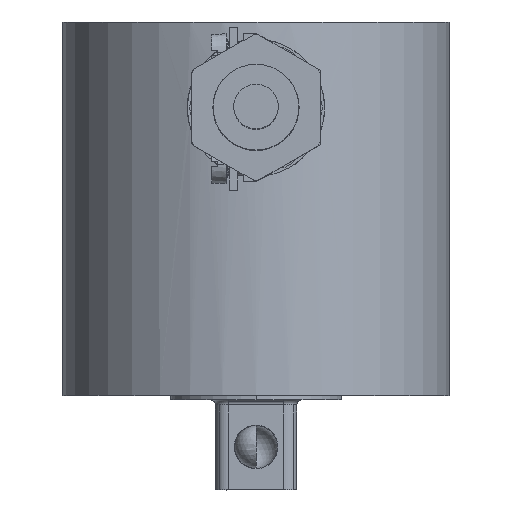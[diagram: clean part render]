
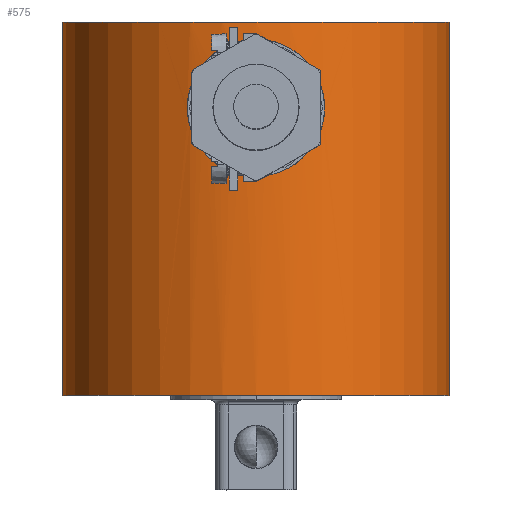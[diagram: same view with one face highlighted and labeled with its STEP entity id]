
A CAD part, top view. The second image highlights one B-rep face of the part: STEP entity #575.
In plain terms, the highlighted cylindrical face has radius 22.5 mm (diameter 45 mm), a partial arc.
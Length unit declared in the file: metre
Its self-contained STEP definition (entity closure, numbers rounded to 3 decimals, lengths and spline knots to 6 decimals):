
#575=ADVANCED_FACE('0:5509',(#1254,#1255),#1256,.T.);
#1254=FACE_OUTER_BOUND('',#2026,.T.);
#1255=FACE_BOUND('',#2027,.T.);
#1256=CYLINDRICAL_SURFACE('',#2028,0.0225);
#2026=EDGE_LOOP('',(#3758,#3759,#3760,#3761,#3762));
#2027=EDGE_LOOP('',(#3763,#3764,#3765));
#2028=AXIS2_PLACEMENT_3D('',#3766,#3767,#3768);
#3758=ORIENTED_EDGE('',*,*,#5287,.T.);
#3759=ORIENTED_EDGE('',*,*,#5301,.F.);
#3760=ORIENTED_EDGE('',*,*,#5288,.T.);
#3761=ORIENTED_EDGE('',*,*,#5261,.T.);
#3762=ORIENTED_EDGE('',*,*,#5260,.T.);
#3763=ORIENTED_EDGE('',*,*,#5219,.T.);
#3764=ORIENTED_EDGE('',*,*,#4753,.T.);
#3765=ORIENTED_EDGE('',*,*,#5220,.T.);
#3766=CARTESIAN_POINT('',(-0.047448,-0.004004,-0.013499));
#3767=DIRECTION('',(0.,1.,0.));
#3768=DIRECTION('',(-1.,0.,0.));
#4753=EDGE_CURVE('',#5775,#5779,#5781,.F.);
#5219=EDGE_CURVE('0:6004',#6507,#5775,#6508,.F.);
#5220=EDGE_CURVE('',#5779,#6507,#6509,.F.);
#5260=EDGE_CURVE('0:6106',#6557,#6558,#6559,.T.);
#5261=EDGE_CURVE('',#6560,#6557,#6561,.T.);
#5287=EDGE_CURVE('',#6558,#6591,#6592,.T.);
#5288=EDGE_CURVE('',#6593,#6560,#6594,.T.);
#5301=EDGE_CURVE('0:6724',#6593,#6591,#6610,.T.);
#5775=VERTEX_POINT('',#7243);
#5779=VERTEX_POINT('',#7248);
#5781=B_SPLINE_CURVE_WITH_KNOTS('',3,(#7251,#7252,#7253,#7254,#7255,#7256,#7257,#7258,#7259,#7260,#7261,#7262,#7263,#7264,#7265,#7266,#7267,#7268,#7269,#7270,#7271,#7272,#7273,#7274,#7275),.UNSPECIFIED.,.F.,.F.,(4,2,3,2,2,3,2,2,3,2,4),(-0.02434,-0.021297,-0.019774,-0.018253,-0.015212,-0.01217,-0.009129,-0.006087,-0.004567,-0.003043,0.),.UNSPECIFIED.);
#6507=VERTEX_POINT('',#8630);
#6508=B_SPLINE_CURVE_WITH_KNOTS('',3,(#8631,#8632,#8633,#8634,#8635,#8636,#8637,#8638,#8639,#8640,#8641,#8642,#8643,#8644,#8645,#8646,#8647,#8648,#8649,#8650),.UNSPECIFIED.,.F.,.F.,(4,2,3,2,2,3,2,2,4),(0.,0.003043,0.004567,0.006087,0.009129,0.01217,0.015212,0.018253,0.019774),.UNSPECIFIED.);
#6509=B_SPLINE_CURVE_WITH_KNOTS('',3,(#8651,#8652,#8653,#8654,#8655,#8656),.UNSPECIFIED.,.F.,.F.,(4,2,4),(-0.028907,-0.027384,-0.02434),.UNSPECIFIED.);
#6557=VERTEX_POINT('',#8724);
#6558=VERTEX_POINT('',#8725);
#6559=CIRCLE('',#8726,0.0225);
#6560=VERTEX_POINT('',#8727);
#6561=CIRCLE('',#8728,0.0225);
#6591=VERTEX_POINT('',#8811);
#6592=LINE('',#8812,#8813);
#6593=VERTEX_POINT('',#8814);
#6594=LINE('',#8815,#8816);
#6610=CIRCLE('',#8837,0.0225);
#7243=CARTESIAN_POINT('',(-0.055451,0.017245,0.007531));
#7248=CARTESIAN_POINT('',(-0.039451,0.017248,0.007531));
#7251=CARTESIAN_POINT('',(-0.039451,0.017248,0.007531));
#7252=CARTESIAN_POINT('',(-0.039451,0.018262,0.007531));
#7253=CARTESIAN_POINT('',(-0.039656,0.019337,0.007612));
#7254=CARTESIAN_POINT('',(-0.040271,0.020814,0.007826));
#7255=CARTESIAN_POINT('',(-0.040525,0.021285,0.007911));
#7256=CARTESIAN_POINT('',(-0.040819,0.02172,0.008001));
#7257=CARTESIAN_POINT('',(-0.041113,0.022153,0.008092));
#7258=CARTESIAN_POINT('',(-0.041443,0.022552,0.008187));
#7259=CARTESIAN_POINT('',(-0.0425,0.023609,0.008462));
#7260=CARTESIAN_POINT('',(-0.043394,0.024223,0.008655));
#7261=CARTESIAN_POINT('',(-0.045363,0.025042,0.008926));
#7262=CARTESIAN_POINT('',(-0.046439,0.025247,0.009001));
#7263=CARTESIAN_POINT('',(-0.047452,0.025246,0.009001));
#7264=CARTESIAN_POINT('',(-0.048466,0.025246,0.009001));
#7265=CARTESIAN_POINT('',(-0.049542,0.025042,0.008926));
#7266=CARTESIAN_POINT('',(-0.05151,0.024222,0.008655));
#7267=CARTESIAN_POINT('',(-0.052404,0.023608,0.008462));
#7268=CARTESIAN_POINT('',(-0.053461,0.02255,0.008187));
#7269=CARTESIAN_POINT('',(-0.053793,0.022152,0.008092));
#7270=CARTESIAN_POINT('',(-0.054085,0.021717,0.008001));
#7271=CARTESIAN_POINT('',(-0.054377,0.021281,0.007911));
#7272=CARTESIAN_POINT('',(-0.054633,0.020811,0.007826));
#7273=CARTESIAN_POINT('',(-0.055247,0.019335,0.007612));
#7274=CARTESIAN_POINT('',(-0.055451,0.01826,0.007531));
#7275=CARTESIAN_POINT('',(-0.055451,0.017245,0.007531));
#8630=CARTESIAN_POINT('',(-0.040817,0.012775,0.008001));
#8631=CARTESIAN_POINT('',(-0.055451,0.017245,0.007531));
#8632=CARTESIAN_POINT('',(-0.055451,0.016231,0.007531));
#8633=CARTESIAN_POINT('',(-0.055246,0.015155,0.007612));
#8634=CARTESIAN_POINT('',(-0.054632,0.013679,0.007826));
#8635=CARTESIAN_POINT('',(-0.054377,0.013208,0.007911));
#8636=CARTESIAN_POINT('',(-0.054084,0.012773,0.008001));
#8637=CARTESIAN_POINT('',(-0.053789,0.01234,0.008092));
#8638=CARTESIAN_POINT('',(-0.05346,0.011941,0.008187));
#8639=CARTESIAN_POINT('',(-0.052402,0.010884,0.008462));
#8640=CARTESIAN_POINT('',(-0.051508,0.010269,0.008655));
#8641=CARTESIAN_POINT('',(-0.049539,0.00945,0.008926));
#8642=CARTESIAN_POINT('',(-0.048464,0.009246,0.009001));
#8643=CARTESIAN_POINT('',(-0.04745,0.009246,0.009001));
#8644=CARTESIAN_POINT('',(-0.046436,0.009247,0.009001));
#8645=CARTESIAN_POINT('',(-0.04536,0.009451,0.008926));
#8646=CARTESIAN_POINT('',(-0.043392,0.010271,0.008655));
#8647=CARTESIAN_POINT('',(-0.042498,0.010885,0.008462));
#8648=CARTESIAN_POINT('',(-0.041441,0.011943,0.008187));
#8649=CARTESIAN_POINT('',(-0.04111,0.012341,0.008092));
#8650=CARTESIAN_POINT('',(-0.040817,0.012775,0.008001));
#8651=CARTESIAN_POINT('',(-0.040817,0.012775,0.008001));
#8652=CARTESIAN_POINT('',(-0.040526,0.013212,0.007911));
#8653=CARTESIAN_POINT('',(-0.04027,0.013681,0.007826));
#8654=CARTESIAN_POINT('',(-0.039655,0.015158,0.007612));
#8655=CARTESIAN_POINT('',(-0.039451,0.016233,0.007531));
#8656=CARTESIAN_POINT('',(-0.039451,0.017248,0.007531));
#8724=CARTESIAN_POINT('',(-0.047453,0.027246,0.009001));
#8725=CARTESIAN_POINT('',(-0.069953,0.027243,-0.013498));
#8726=AXIS2_PLACEMENT_3D('',#9992,#9993,#9994);
#8727=CARTESIAN_POINT('',(-0.024953,0.02725,-0.013499));
#8728=AXIS2_PLACEMENT_3D('',#9995,#9996,#9997);
#8811=CARTESIAN_POINT('',(-0.069946,-0.016257,-0.013498));
#8812=CARTESIAN_POINT('',(-0.069948,-0.004007,-0.013498));
#8813=VECTOR('',#10020,1.0);
#8814=CARTESIAN_POINT('',(-0.024946,-0.01625,-0.013499));
#8815=CARTESIAN_POINT('',(-0.024948,-0.004,-0.013499));
#8816=VECTOR('',#10021,1.0);
#8837=AXIS2_PLACEMENT_3D('',#10036,#10037,#10038);
#9992=CARTESIAN_POINT('',(-0.047453,0.027246,-0.013499));
#9993=DIRECTION('',(0.,-1.,0.));
#9994=DIRECTION('',(0.,0.,-1.0));
#9995=CARTESIAN_POINT('',(-0.047453,0.027246,-0.013499));
#9996=DIRECTION('',(0.,-1.,0.));
#9997=DIRECTION('',(0.,0.,-1.0));
#10020=DIRECTION('',(0.,-1.,0.));
#10021=DIRECTION('',(0.,1.,0.));
#10036=CARTESIAN_POINT('',(-0.047446,-0.016254,-0.013499));
#10037=DIRECTION('',(0.,-1.,0.));
#10038=DIRECTION('',(-1.,0.,0.));
